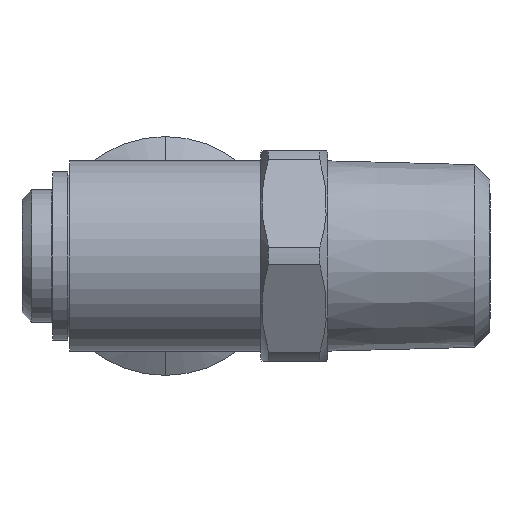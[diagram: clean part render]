
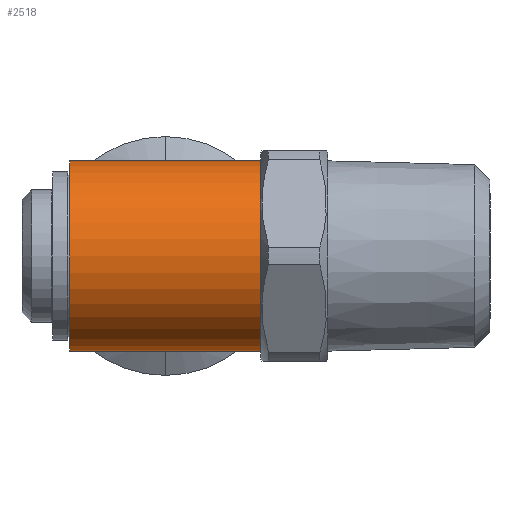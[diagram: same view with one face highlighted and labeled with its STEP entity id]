
A CAD part, left-side view. The second image highlights one B-rep face of the part: STEP entity #2518.
In plain terms, the highlighted cylindrical face has radius 5 mm (diameter 10 mm), a partial arc.
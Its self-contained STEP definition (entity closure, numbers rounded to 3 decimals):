
#304 = ORIENTED_EDGE ( 'NONE', *, *, #1441, .F. ) ;
#305 = ORIENTED_EDGE ( 'NONE', *, *, #2063, .T. ) ;
#306 = ORIENTED_EDGE ( 'NONE', *, *, #1286, .T. ) ;
#307 = ORIENTED_EDGE ( 'NONE', *, *, #1336, .T. ) ;
#688 = LINE ( 'NONE', #2460, #692 ) ;
#692 = VECTOR ( 'NONE', #2461, 1000. ) ;
#697 = CARTESIAN_POINT ( 'NONE',  ( 0., -5., -5. ) ) ;
#714 = CARTESIAN_POINT ( 'NONE',  ( 0., 5., 5. ) ) ;
#1125 = CARTESIAN_POINT ( 'NONE',  ( 0., -5., 5. ) ) ;
#1133 = CARTESIAN_POINT ( 'NONE',  ( 0., 5., -5. ) ) ;
#1188 = CARTESIAN_POINT ( 'NONE',  ( 0., -5., 0. ) ) ;
#1189 = DIRECTION ( 'NONE',  ( 0., 1., 0. ) ) ;
#1190 = DIRECTION ( 'NONE',  ( 0., 0., 1. ) ) ;
#1216 = VERTEX_POINT ( 'NONE', #697 ) ;
#1232 = VERTEX_POINT ( 'NONE', #714 ) ;
#1240 = VERTEX_POINT ( 'NONE', #1125 ) ;
#1250 = VERTEX_POINT ( 'NONE', #1133 ) ;
#1286 = EDGE_CURVE ( 'NONE', #1240, #1232, #688, .T. ) ;
#1336 = EDGE_CURVE ( 'NONE', #1232, #1250, #3217, .T. ) ;
#1441 = EDGE_CURVE ( 'NONE', #1216, #1250, #2722, .T. ) ;
#1859 = CARTESIAN_POINT ( 'NONE',  ( 0., 13.586, 0. ) ) ;
#1860 = DIRECTION ( 'NONE',  ( 0., 1., 0. ) ) ;
#1861 = DIRECTION ( 'NONE',  ( 0., 0., 1. ) ) ;
#1915 = EDGE_LOOP ( 'NONE', ( #304, #305, #306, #307 ) ) ;
#2063 = EDGE_CURVE ( 'NONE', #1216, #1240, #2818, .T. ) ;
#2098 = AXIS2_PLACEMENT_3D ( 'NONE', #3838, #3839, #3840 ) ;
#2201 = AXIS2_PLACEMENT_3D ( 'NONE', #1188, #1189, #1190 ) ;
#2250 = AXIS2_PLACEMENT_3D ( 'NONE', #1859, #1860, #1861 ) ;
#2460 = CARTESIAN_POINT ( 'NONE',  ( 0., 13.586, 5. ) ) ;
#2461 = DIRECTION ( 'NONE',  ( 0., 1., 0. ) ) ;
#2518 = ADVANCED_FACE ( 'NONE', ( #2902 ), #2903, .T. ) ;
#2722 = LINE ( 'NONE', #3348, #2723 ) ;
#2723 = VECTOR ( 'NONE', #3349, 1000. ) ;
#2818 = CIRCLE ( 'NONE', #2201, 5. ) ;
#2902 = FACE_OUTER_BOUND ( 'NONE', #1915, .T. ) ;
#2903 = CYLINDRICAL_SURFACE ( 'NONE', #2250, 5. ) ;
#3217 = CIRCLE ( 'NONE', #2098, 5. ) ;
#3348 = CARTESIAN_POINT ( 'NONE',  ( 0., 13.586, -5. ) ) ;
#3349 = DIRECTION ( 'NONE',  ( 0., 1., 0. ) ) ;
#3838 = CARTESIAN_POINT ( 'NONE',  ( 0., 5., 0. ) ) ;
#3839 = DIRECTION ( 'NONE',  ( 0., -1., 0. ) ) ;
#3840 = DIRECTION ( 'NONE',  ( 0., 0., -1. ) ) ;
